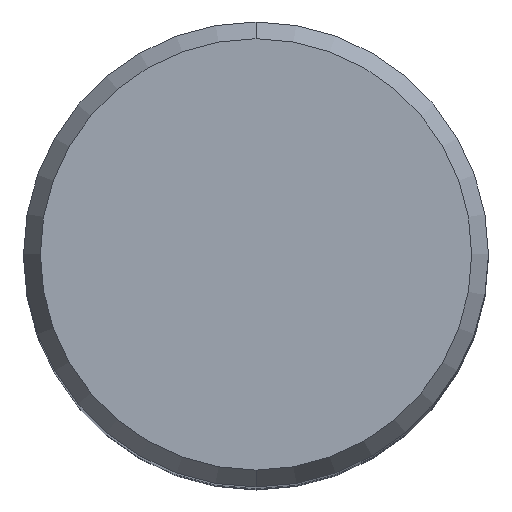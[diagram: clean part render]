
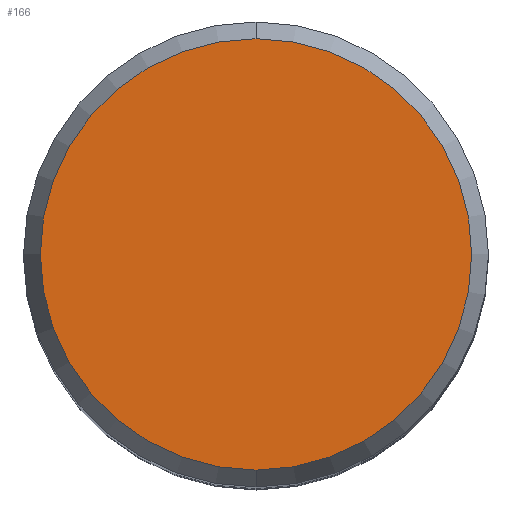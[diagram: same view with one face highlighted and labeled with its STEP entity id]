
A CAD part, top view. The second image highlights one B-rep face of the part: STEP entity #166.
In plain terms, the highlighted planar face has unit normal (0, 0, 1).
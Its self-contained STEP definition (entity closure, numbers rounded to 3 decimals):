
#142=EDGE_CURVE('',#174,#176,#271,.T.);
#154=EDGE_CURVE('',#176,#174,#285,.T.);
#166=ADVANCED_FACE('',(#299),#300,.T.);
#174=VERTEX_POINT('',#308);
#176=VERTEX_POINT('',#310);
#271=CIRCLE('',#413,8.837);
#285=CIRCLE('',#431,8.837);
#299=FACE_OUTER_BOUND('',#449,.T.);
#300=PLANE('',#450);
#308=CARTESIAN_POINT('',(0.0,8.837,0.01));
#310=CARTESIAN_POINT('',(0.,-8.837,0.01));
#413=AXIS2_PLACEMENT_3D('',#555,#556,#557);
#431=AXIS2_PLACEMENT_3D('',#581,#582,#583);
#449=EDGE_LOOP('',(#608,#609));
#450=AXIS2_PLACEMENT_3D('',#610,#611,#612);
#555=CARTESIAN_POINT('',(0.0,0.0,0.01));
#556=DIRECTION('',(0.0,0.0,-1.0));
#557=DIRECTION('',(0.0,1.0,0.0));
#581=CARTESIAN_POINT('',(0.0,0.0,0.01));
#582=DIRECTION('',(0.0,0.0,-1.0));
#583=DIRECTION('',(0.0,1.0,0.0));
#608=ORIENTED_EDGE('',*,*,#142,.F.);
#609=ORIENTED_EDGE('',*,*,#154,.F.);
#610=CARTESIAN_POINT('',(0.0,4.419,0.01));
#611=DIRECTION('',(-0.0,0.0,1.0));
#612=DIRECTION('',(0.0,-1.0,0.0));
